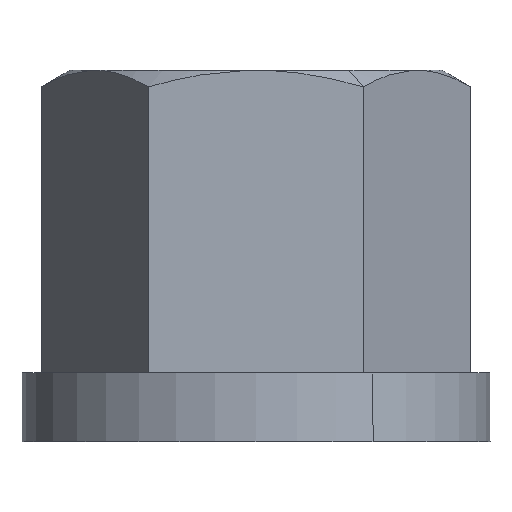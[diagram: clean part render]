
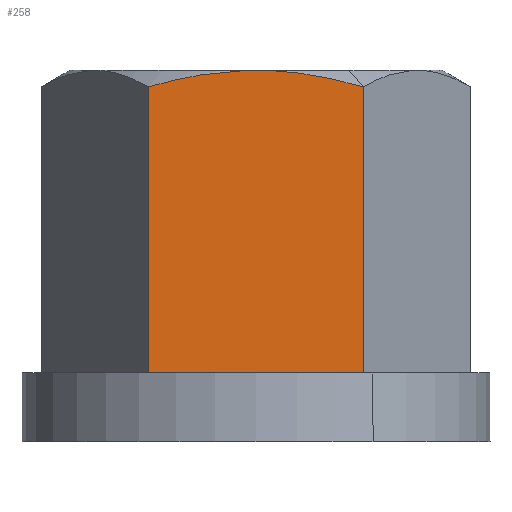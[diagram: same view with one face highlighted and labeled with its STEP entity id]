
A CAD part, left-side view. The second image highlights one B-rep face of the part: STEP entity #258.
In plain terms, the highlighted planar face has unit normal (-1, 0, 0).
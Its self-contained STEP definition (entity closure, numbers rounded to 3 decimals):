
#202=VERTEX_POINT('',#527);
#258=ADVANCED_FACE('',(#593),#594,.T.);
#376=EDGE_CURVE('',#202,#450,#726,.T.);
#398=VERTEX_POINT('',#750);
#432=EDGE_CURVE('',#478,#398,#787,.T.);
#450=VERTEX_POINT('',#807);
#470=EDGE_CURVE('',#478,#450,#828,.T.);
#476=EDGE_CURVE('',#398,#202,#834,.T.);
#478=VERTEX_POINT('',#836);
#527=CARTESIAN_POINT('',(-13.51,-7.8,25.788));
#593=FACE_OUTER_BOUND('',#1002,.T.);
#594=PLANE('',#1003);
#726=(B_SPLINE_CURVE(2,(#1223,#1224,#1225),.UNSPECIFIED.,.F.,.F.)B_SPLINE_CURVE_WITH_KNOTS((3,3),(11.427,33.185),.UNSPECIFIED.)RATIONAL_B_SPLINE_CURVE((1.329,1.535,1.329))BOUNDED_CURVE()REPRESENTATION_ITEM('')GEOMETRIC_REPRESENTATION_ITEM()CURVE());
#750=CARTESIAN_POINT('',(-13.51,-7.8,5.));
#787=LINE('',#1332,#1333);
#807=CARTESIAN_POINT('',(-13.51,7.8,25.788));
#828=LINE('',#1398,#1399);
#834=LINE('',#1416,#1417);
#836=CARTESIAN_POINT('',(-13.51,7.8,5.));
#1002=EDGE_LOOP('',(#1534,#1535,#1536,#1537));
#1003=AXIS2_PLACEMENT_3D('',#1538,#1539,#1540);
#1223=CARTESIAN_POINT('',(-13.51,-7.8,25.788));
#1224=CARTESIAN_POINT('',(-13.51,0.,28.039));
#1225=CARTESIAN_POINT('',(-13.51,7.8,25.788));
#1332=CARTESIAN_POINT('',(-13.51,-7.275,5.));
#1333=VECTOR('',#1766,1.0);
#1398=CARTESIAN_POINT('',(-13.51,7.8,0.0));
#1399=VECTOR('',#1800,1.0);
#1416=CARTESIAN_POINT('',(-13.51,-7.8,0.0));
#1417=VECTOR('',#1801,1.0);
#1534=ORIENTED_EDGE('',*,*,#432,.T.);
#1535=ORIENTED_EDGE('',*,*,#476,.T.);
#1536=ORIENTED_EDGE('',*,*,#376,.T.);
#1537=ORIENTED_EDGE('',*,*,#470,.F.);
#1538=CARTESIAN_POINT('',(-13.51,-7.8,0.0));
#1539=DIRECTION('',(-1.0,0.0,0.0));
#1540=DIRECTION('',(0.0,0.0,-1.0));
#1766=DIRECTION('',(0.0,-1.0,0.));
#1800=DIRECTION('',(0.0,0.0,1.0));
#1801=DIRECTION('',(0.0,0.0,1.0));
